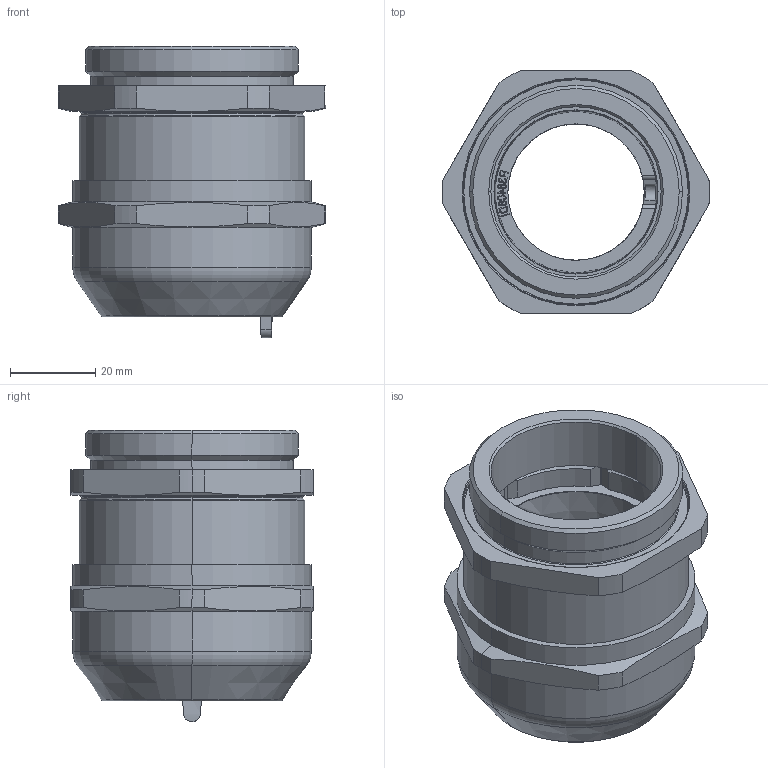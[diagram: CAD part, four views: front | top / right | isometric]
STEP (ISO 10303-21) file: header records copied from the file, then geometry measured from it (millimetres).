
FILE_DESCRIPTION (( 'STEP AP203' ), '1' );
FILE_NAME ('50DTSME1TA5.STEP', '2020-07-28T09:40:15', ( '' ), ( '' ), 'SwSTEP 2.0', 'SolidWorks 2017', '' );
FILE_SCHEMA (( 'CONFIG_CONTROL_DESIGN' ));
Length unit declared in the file: millimetre
Products named in the file (1): 50DTSME1TA5
Bounding box: 62.7 x 57 x 68.42 mm (x, y, z)
Surface area: 29143.5 mm2 (no closed solid volume)
Topology: 0 solids, 42 shells, 354 faces, 1328 edges, 1009 vertices
Faces by surface type: plane 131, cylinder 78, bspline 56, torus 53, cone 36
Entity records: 20926 total; most frequent: CARTESIAN_POINT 11114, ORIENTED_EDGE 1883, DIRECTION 1661, EDGE_CURVE 1328, VERTEX_POINT 1009, AXIS2_PLACEMENT_3D 610, B_SPLINE_CURVE_WITH_KNOTS 540, LINE 441
